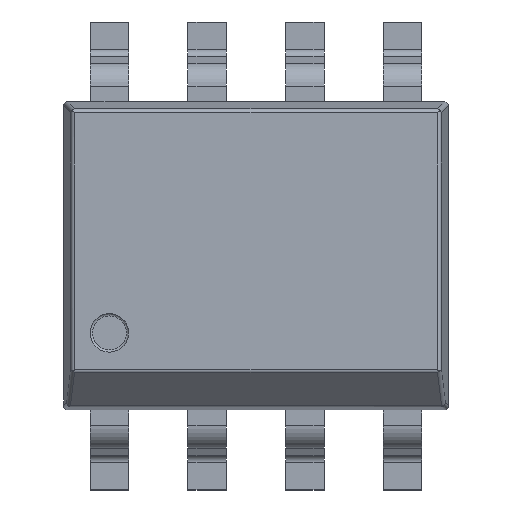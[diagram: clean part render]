
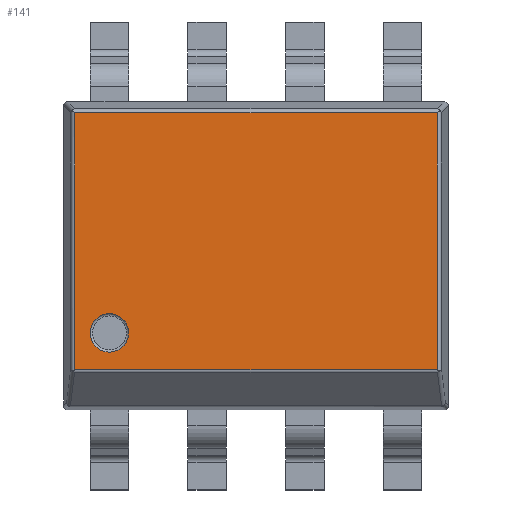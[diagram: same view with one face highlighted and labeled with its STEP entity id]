
A CAD part, top view. The second image highlights one B-rep face of the part: STEP entity #141.
In plain terms, the highlighted planar face has unit normal (0, 0, 1).
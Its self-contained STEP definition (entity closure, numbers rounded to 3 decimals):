
#141=ADVANCED_FACE('',(#1641,#1643),#1645,.T.);
#1641=FACE_BOUND('',#1642,.T.);
#1642=EDGE_LOOP('',(#2963,#2964,#2965,#2966));
#1643=FACE_BOUND('',#1644,.T.);
#1644=EDGE_LOOP('',(#2967));
#1645=PLANE('',#1646);
#1646=AXIS2_PLACEMENT_3D('',#1647,#1648,#1649);
#1647=CARTESIAN_POINT('',(0.,0.,1.75));
#1648=DIRECTION('',(0.,0.,1.));
#1649=DIRECTION('',(1.,0.,0.));
#2963=ORIENTED_EDGE('',*,*,#3819,.T.);
#2964=ORIENTED_EDGE('',*,*,#3820,.T.);
#2965=ORIENTED_EDGE('',*,*,#3821,.T.);
#2966=ORIENTED_EDGE('',*,*,#3822,.T.);
#2967=ORIENTED_EDGE('',*,*,#3823,.T.);
#3819=EDGE_CURVE('',#4279,#4280,#4281,.T.);
#3820=EDGE_CURVE('',#4280,#4282,#4283,.T.);
#3821=EDGE_CURVE('',#4282,#4284,#4285,.T.);
#3822=EDGE_CURVE('',#4284,#4279,#4286,.T.);
#3823=EDGE_CURVE('',#4287,#4287,#4288,.T.);
#4279=VERTEX_POINT('',#5160);
#4280=VERTEX_POINT('',#5161);
#4281=LINE('',#5162,#5163);
#4282=VERTEX_POINT('',#5165);
#4283=LINE('',#5166,#5167);
#4284=VERTEX_POINT('',#5169);
#4285=LINE('',#5170,#5171);
#4286=LINE('',#5173,#5174);
#4287=VERTEX_POINT('',#5176);
#4288=CIRCLE('',#5177,0.25);
#5160=CARTESIAN_POINT('',(-0.453,4.558,1.75));
#5161=CARTESIAN_POINT('',(-0.453,1.219,1.75));
#5162=CARTESIAN_POINT('',(-0.453,4.558,1.75));
#5163=VECTOR('',#5164,1.);
#5164=DIRECTION('',(0.,-1.,0.));
#5165=CARTESIAN_POINT('',(4.263,1.219,1.75));
#5166=CARTESIAN_POINT('',(-0.453,1.219,1.75));
#5167=VECTOR('',#5168,1.);
#5168=DIRECTION('',(1.,0.,0.));
#5169=CARTESIAN_POINT('',(4.263,4.558,1.75));
#5170=CARTESIAN_POINT('',(4.263,1.219,1.75));
#5171=VECTOR('',#5172,1.);
#5172=DIRECTION('',(0.,1.,0.));
#5173=CARTESIAN_POINT('',(4.263,4.558,1.75));
#5174=VECTOR('',#5175,1.);
#5175=DIRECTION('',(-1.,0.,0.));
#5176=CARTESIAN_POINT('',(0.,1.448,1.75));
#5177=AXIS2_PLACEMENT_3D('',#5178,#5179,#5180);
#5178=CARTESIAN_POINT('',(0.,1.698,1.75));
#5179=DIRECTION('',(-0.,-0.,-1.));
#5180=DIRECTION('',(0.,-1.,0.));
